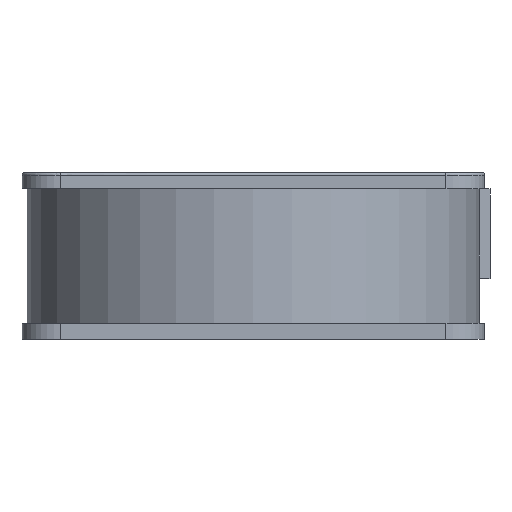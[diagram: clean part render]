
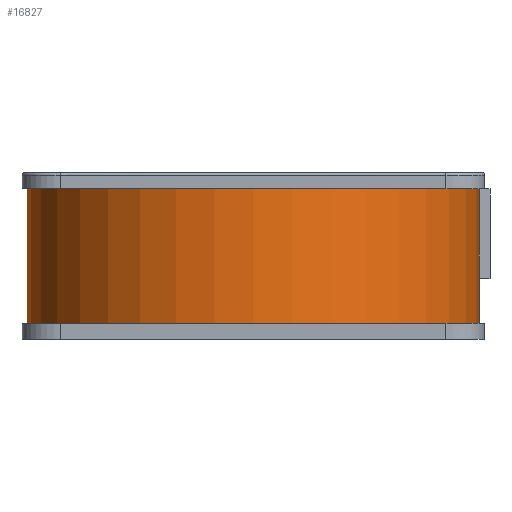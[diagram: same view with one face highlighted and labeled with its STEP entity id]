
A CAD part, front view. The second image highlights one B-rep face of the part: STEP entity #16827.
In plain terms, the highlighted face is a revolution surface.
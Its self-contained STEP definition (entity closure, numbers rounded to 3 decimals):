
#16827 = ADVANCED_FACE('',(#16828),#16843,.T.);
#16828 = FACE_BOUND('',#16829,.T.);
#16829 = EDGE_LOOP('',(#16830,#16856,#16871,#16887));
#16830 = ORIENTED_EDGE('',*,*,#16831,.F.);
#16831 = EDGE_CURVE('',#16832,#16834,#16836,.T.);
#16832 = VERTEX_POINT('',#16833);
#16833 = CARTESIAN_POINT('',(-13.635,-25.786,
    71.15));
#16834 = VERTEX_POINT('',#16835);
#16835 = CARTESIAN_POINT('',(-189.635,-25.786,
    71.15));
#16836 = SURFACE_CURVE('',#16837,(#16842),.PCURVE_S1.);
#16837 = CIRCLE('',#16838,88.);
#16838 = AXIS2_PLACEMENT_3D('',#16839,#16840,#16841);
#16839 = CARTESIAN_POINT('',(-101.635,-25.786,
    71.15));
#16840 = DIRECTION('',(0.,0.,-1.));
#16841 = DIRECTION('',(1.,0.,0.));
#16842 = PCURVE('',#16843,#16851);
#16843 = SURFACE_OF_REVOLUTION('',#16844,#16848);
#16844 = LINE('',#16845,#16846);
#16845 = CARTESIAN_POINT('',(-13.635,-25.786,
    18.95));
#16846 = VECTOR('',#16847,1.);
#16847 = DIRECTION('',(0.,0.,1.));
#16848 = AXIS1_PLACEMENT('',#16849,#16850);
#16849 = CARTESIAN_POINT('',(-101.635,-25.786,
    18.95));
#16850 = DIRECTION('',(0.,0.,-1.));
#16851 = DEFINITIONAL_REPRESENTATION('',(#16852),#16855);
#16852 = B_SPLINE_CURVE_WITH_KNOTS('',1,(#16853,#16854),.UNSPECIFIED.,
  .F.,.F.,(2,2),(0.,3.142),
  .PIECEWISE_BEZIER_KNOTS.);
#16853 = CARTESIAN_POINT('',(0.,52.2));
#16854 = CARTESIAN_POINT('',(3.142,52.2));
#16855 = ( GEOMETRIC_REPRESENTATION_CONTEXT(2) 
PARAMETRIC_REPRESENTATION_CONTEXT() REPRESENTATION_CONTEXT('2D SPACE',''
  ) );
#16856 = ORIENTED_EDGE('',*,*,#16857,.F.);
#16857 = EDGE_CURVE('',#16858,#16832,#16860,.T.);
#16858 = VERTEX_POINT('',#16859);
#16859 = CARTESIAN_POINT('',(-13.635,-25.786,
    18.95));
#16860 = SURFACE_CURVE('',#16861,(#16865),.PCURVE_S1.);
#16861 = LINE('',#16862,#16863);
#16862 = CARTESIAN_POINT('',(-13.635,-25.786,
    18.95));
#16863 = VECTOR('',#16864,1.);
#16864 = DIRECTION('',(0.,0.,1.));
#16865 = PCURVE('',#16843,#16866);
#16866 = DEFINITIONAL_REPRESENTATION('',(#16867),#16870);
#16867 = B_SPLINE_CURVE_WITH_KNOTS('',1,(#16868,#16869),.UNSPECIFIED.,
  .F.,.F.,(2,2),(0.,52.2),.PIECEWISE_BEZIER_KNOTS.);
#16868 = CARTESIAN_POINT('',(0.,0.));
#16869 = CARTESIAN_POINT('',(0.,52.2));
#16870 = ( GEOMETRIC_REPRESENTATION_CONTEXT(2) 
PARAMETRIC_REPRESENTATION_CONTEXT() REPRESENTATION_CONTEXT('2D SPACE',''
  ) );
#16871 = ORIENTED_EDGE('',*,*,#16872,.F.);
#16872 = EDGE_CURVE('',#16873,#16858,#16875,.T.);
#16873 = VERTEX_POINT('',#16874);
#16874 = CARTESIAN_POINT('',(-189.635,-25.786,
    18.95));
#16875 = SURFACE_CURVE('',#16876,(#16881),.PCURVE_S1.);
#16876 = CIRCLE('',#16877,88.);
#16877 = AXIS2_PLACEMENT_3D('',#16878,#16879,#16880);
#16878 = CARTESIAN_POINT('',(-101.635,-25.786,
    18.95));
#16879 = DIRECTION('',(0.,0.,1.));
#16880 = DIRECTION('',(1.,0.,0.));
#16881 = PCURVE('',#16843,#16882);
#16882 = DEFINITIONAL_REPRESENTATION('',(#16883),#16886);
#16883 = B_SPLINE_CURVE_WITH_KNOTS('',1,(#16884,#16885),.UNSPECIFIED.,
  .F.,.F.,(2,2),(3.142,6.283),.PIECEWISE_BEZIER_KNOTS.);
#16884 = CARTESIAN_POINT('',(3.142,0.));
#16885 = CARTESIAN_POINT('',(0.,0.));
#16886 = ( GEOMETRIC_REPRESENTATION_CONTEXT(2) 
PARAMETRIC_REPRESENTATION_CONTEXT() REPRESENTATION_CONTEXT('2D SPACE',''
  ) );
#16887 = ORIENTED_EDGE('',*,*,#16888,.F.);
#16888 = EDGE_CURVE('',#16834,#16873,#16889,.T.);
#16889 = SURFACE_CURVE('',#16890,(#16894),.PCURVE_S1.);
#16890 = LINE('',#16891,#16892);
#16891 = CARTESIAN_POINT('',(-189.635,-25.786,
    71.15));
#16892 = VECTOR('',#16893,1.);
#16893 = DIRECTION('',(0.,0.,-1.));
#16894 = PCURVE('',#16843,#16895);
#16895 = DEFINITIONAL_REPRESENTATION('',(#16896),#16899);
#16896 = B_SPLINE_CURVE_WITH_KNOTS('',1,(#16897,#16898),.UNSPECIFIED.,
  .F.,.F.,(2,2),(0.,52.2),.PIECEWISE_BEZIER_KNOTS.);
#16897 = CARTESIAN_POINT('',(3.142,52.2));
#16898 = CARTESIAN_POINT('',(3.142,0.));
#16899 = ( GEOMETRIC_REPRESENTATION_CONTEXT(2) 
PARAMETRIC_REPRESENTATION_CONTEXT() REPRESENTATION_CONTEXT('2D SPACE',''
  ) );
